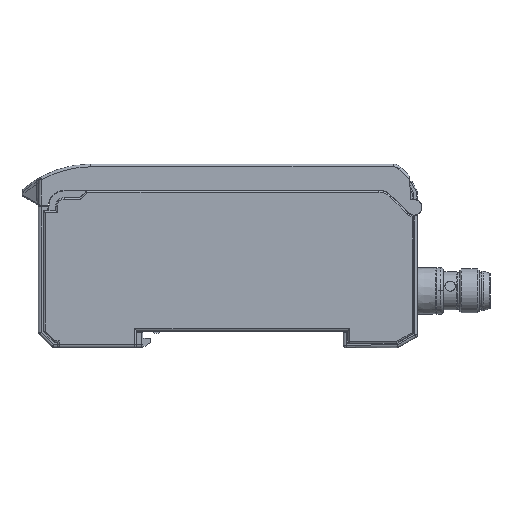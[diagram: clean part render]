
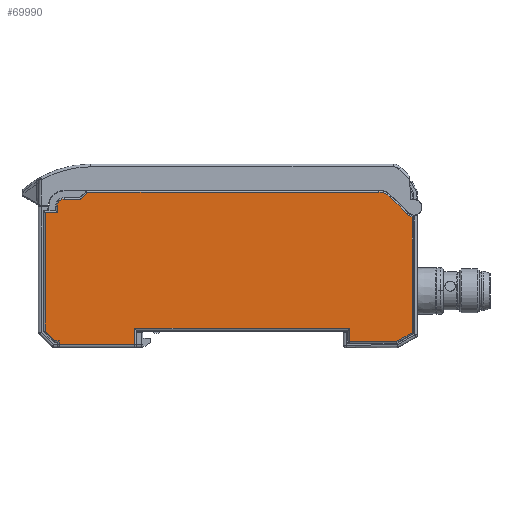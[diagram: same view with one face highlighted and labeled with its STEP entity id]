
A CAD part, front view. The second image highlights one B-rep face of the part: STEP entity #69990.
In plain terms, the highlighted planar face has unit normal (0, 1, 0).
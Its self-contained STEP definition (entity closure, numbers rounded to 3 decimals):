
#10557=LINE('',#99767,#19429);
#10558=LINE('',#99769,#19430);
#10559=LINE('',#99771,#19431);
#10560=LINE('',#99773,#19432);
#10561=LINE('',#99775,#19433);
#10562=LINE('',#99777,#19434);
#10563=LINE('',#99781,#19435);
#10564=LINE('',#99783,#19436);
#10565=LINE('',#99785,#19437);
#10566=LINE('',#99787,#19438);
#10567=LINE('',#99791,#19439);
#10568=LINE('',#99795,#19440);
#10569=LINE('',#99797,#19441);
#10570=LINE('',#99799,#19442);
#10571=LINE('',#99801,#19443);
#10572=LINE('',#99803,#19444);
#10573=LINE('',#99805,#19445);
#10574=LINE('',#99806,#19446);
#19429=VECTOR('',#79349,0.7);
#19430=VECTOR('',#79350,0.746);
#19431=VECTOR('',#79351,2.541);
#19432=VECTOR('',#79352,21.603);
#19433=VECTOR('',#79353,2.2);
#19434=VECTOR('',#79354,1.1);
#19435=VECTOR('',#79357,2.983);
#19436=VECTOR('',#79358,1.58);
#19437=VECTOR('',#79359,0.183);
#19438=VECTOR('',#79360,53.157);
#19439=VECTOR('',#79363,4.556);
#19440=VECTOR('',#79366,21.068);
#19441=VECTOR('',#79367,3.256);
#19442=VECTOR('',#79368,8.608);
#19443=VECTOR('',#79369,2.4);
#19444=VECTOR('',#79370,39.043);
#19445=VECTOR('',#79371,3.);
#19446=VECTOR('',#79372,13.814);
#27768=FACE_OUTER_BOUND('',#29982,.T.);
#29982=EDGE_LOOP('',(#57408,#57409,#57410,#57411,#57412,#57413,#57414,#57415,
#57416,#57417,#57418,#57419,#57420,#57421,#57422,#57423,#57424,#57425,#57426,
#57427,#57428));
#32238=CIRCLE('',#72705,1.3);
#32239=CIRCLE('',#72706,2.8);
#32240=CIRCLE('',#72707,1.755);
#35613=VERTEX_POINT('',#99765);
#35614=VERTEX_POINT('',#99766);
#35615=VERTEX_POINT('',#99768);
#35616=VERTEX_POINT('',#99770);
#35617=VERTEX_POINT('',#99772);
#35618=VERTEX_POINT('',#99774);
#35619=VERTEX_POINT('',#99776);
#35620=VERTEX_POINT('',#99778);
#35621=VERTEX_POINT('',#99780);
#35622=VERTEX_POINT('',#99782);
#35623=VERTEX_POINT('',#99784);
#35624=VERTEX_POINT('',#99786);
#35625=VERTEX_POINT('',#99788);
#35626=VERTEX_POINT('',#99790);
#35627=VERTEX_POINT('',#99792);
#35628=VERTEX_POINT('',#99794);
#35629=VERTEX_POINT('',#99796);
#35630=VERTEX_POINT('',#99798);
#35631=VERTEX_POINT('',#99800);
#35632=VERTEX_POINT('',#99802);
#35633=VERTEX_POINT('',#99804);
#46402=EDGE_CURVE('',#35613,#35614,#10557,.T.);
#46403=EDGE_CURVE('',#35614,#35615,#10558,.T.);
#46404=EDGE_CURVE('',#35615,#35616,#10559,.T.);
#46405=EDGE_CURVE('',#35616,#35617,#10560,.T.);
#46406=EDGE_CURVE('',#35617,#35618,#10561,.T.);
#46407=EDGE_CURVE('',#35618,#35619,#10562,.T.);
#46408=EDGE_CURVE('',#35619,#35620,#32238,.T.);
#46409=EDGE_CURVE('',#35620,#35621,#10563,.T.);
#46410=EDGE_CURVE('',#35621,#35622,#10564,.T.);
#46411=EDGE_CURVE('',#35622,#35623,#10565,.T.);
#46412=EDGE_CURVE('',#35623,#35624,#10566,.T.);
#46413=EDGE_CURVE('',#35624,#35625,#32239,.T.);
#46414=EDGE_CURVE('',#35625,#35626,#10567,.T.);
#46415=EDGE_CURVE('',#35626,#35627,#32240,.T.);
#46416=EDGE_CURVE('',#35627,#35628,#10568,.T.);
#46417=EDGE_CURVE('',#35628,#35629,#10569,.T.);
#46418=EDGE_CURVE('',#35629,#35630,#10570,.T.);
#46419=EDGE_CURVE('',#35630,#35631,#10571,.T.);
#46420=EDGE_CURVE('',#35631,#35632,#10572,.T.);
#46421=EDGE_CURVE('',#35632,#35633,#10573,.T.);
#46422=EDGE_CURVE('',#35633,#35613,#10574,.T.);
#57408=ORIENTED_EDGE('',*,*,#46402,.T.);
#57409=ORIENTED_EDGE('',*,*,#46403,.T.);
#57410=ORIENTED_EDGE('',*,*,#46404,.T.);
#57411=ORIENTED_EDGE('',*,*,#46405,.T.);
#57412=ORIENTED_EDGE('',*,*,#46406,.T.);
#57413=ORIENTED_EDGE('',*,*,#46407,.T.);
#57414=ORIENTED_EDGE('',*,*,#46408,.T.);
#57415=ORIENTED_EDGE('',*,*,#46409,.T.);
#57416=ORIENTED_EDGE('',*,*,#46410,.T.);
#57417=ORIENTED_EDGE('',*,*,#46411,.T.);
#57418=ORIENTED_EDGE('',*,*,#46412,.T.);
#57419=ORIENTED_EDGE('',*,*,#46413,.T.);
#57420=ORIENTED_EDGE('',*,*,#46414,.T.);
#57421=ORIENTED_EDGE('',*,*,#46415,.T.);
#57422=ORIENTED_EDGE('',*,*,#46416,.T.);
#57423=ORIENTED_EDGE('',*,*,#46417,.T.);
#57424=ORIENTED_EDGE('',*,*,#46418,.T.);
#57425=ORIENTED_EDGE('',*,*,#46419,.T.);
#57426=ORIENTED_EDGE('',*,*,#46420,.T.);
#57427=ORIENTED_EDGE('',*,*,#46421,.T.);
#57428=ORIENTED_EDGE('',*,*,#46422,.T.);
#66008=PLANE('',#72704);
#69990=ADVANCED_FACE('',(#27768),#66008,.T.);
#72704=AXIS2_PLACEMENT_3D('',#99764,#79347,#79348);
#72705=AXIS2_PLACEMENT_3D('',#99779,#79355,#79356);
#72706=AXIS2_PLACEMENT_3D('',#99789,#79361,#79362);
#72707=AXIS2_PLACEMENT_3D('',#99793,#79364,#79365);
#79347=DIRECTION('center_axis',(0.,1.,0.));
#79348=DIRECTION('ref_axis',(0.,0.,1.));
#79349=DIRECTION('',(0.,0.,1.));
#79350=DIRECTION('',(-1.,0.,0.));
#79351=DIRECTION('',(-0.707,0.,0.707));
#79352=DIRECTION('',(0.,0.,1.));
#79353=DIRECTION('',(1.,0.,0.));
#79354=DIRECTION('',(0.,0.,1.));
#79355=DIRECTION('center_axis',(0.,1.,0.));
#79356=DIRECTION('ref_axis',(-1.,0.,0.));
#79357=DIRECTION('',(1.,0.,0.));
#79358=DIRECTION('',(0.707,0.,0.707));
#79359=DIRECTION('',(0.,0.,1.));
#79360=DIRECTION('',(1.,0.,0.));
#79361=DIRECTION('center_axis',(0.,1.,0.));
#79362=DIRECTION('ref_axis',(0.,0.,1.));
#79363=DIRECTION('',(0.707,0.,-0.707));
#79364=DIRECTION('center_axis',(0.,-1.,0.));
#79365=DIRECTION('ref_axis',(-0.707,0.,-0.707));
#79366=DIRECTION('',(0.,0.,-1.));
#79367=DIRECTION('',(-0.868,0.,-0.496));
#79368=DIRECTION('',(-1.,0.,0.));
#79369=DIRECTION('',(0.,0.,1.));
#79370=DIRECTION('',(-1.,0.,0.));
#79371=DIRECTION('',(0.,0.,-1.));
#79372=DIRECTION('',(-1.,0.,0.));
#99764=CARTESIAN_POINT('Origin',(0.118,0.,13.556));
#99765=CARTESIAN_POINT('',(-30.757,0.,-14.8));
#99766=CARTESIAN_POINT('',(-30.757,0.,-14.1));
#99767=CARTESIAN_POINT('',(-30.757,0.,-14.8));
#99768=CARTESIAN_POINT('',(-31.503,0.,-14.1));
#99769=CARTESIAN_POINT('',(-30.757,0.,-14.1));
#99770=CARTESIAN_POINT('',(-33.3,0.,-12.303));
#99771=CARTESIAN_POINT('',(-31.503,0.,-14.1));
#99772=CARTESIAN_POINT('',(-33.3,0.,9.3));
#99773=CARTESIAN_POINT('',(-33.3,0.,-12.303));
#99774=CARTESIAN_POINT('',(-31.1,0.,9.3));
#99775=CARTESIAN_POINT('',(-33.3,0.,9.3));
#99776=CARTESIAN_POINT('',(-31.1,0.,10.4));
#99777=CARTESIAN_POINT('',(-31.1,0.,9.3));
#99778=CARTESIAN_POINT('',(-29.8,0.,11.7));
#99779=CARTESIAN_POINT('Origin',(-29.8,0.,10.4));
#99780=CARTESIAN_POINT('',(-26.817,0.,11.7));
#99781=CARTESIAN_POINT('',(-29.8,0.,11.7));
#99782=CARTESIAN_POINT('',(-25.7,0.,12.817));
#99783=CARTESIAN_POINT('',(-26.817,0.,11.7));
#99784=CARTESIAN_POINT('',(-25.7,0.,13.));
#99785=CARTESIAN_POINT('',(-25.7,0.,12.817));
#99786=CARTESIAN_POINT('',(27.457,0.,13.));
#99787=CARTESIAN_POINT('',(-25.7,0.,13.));
#99788=CARTESIAN_POINT('',(29.437,0.,12.18));
#99789=CARTESIAN_POINT('Origin',(27.457,0.,10.2));
#99790=CARTESIAN_POINT('',(32.659,0.,8.959));
#99791=CARTESIAN_POINT('',(29.437,0.,12.18));
#99792=CARTESIAN_POINT('',(33.535,0.,8.483));
#99793=CARTESIAN_POINT('Origin',(33.9,0.,10.2));
#99794=CARTESIAN_POINT('',(33.535,0.,-12.584));
#99795=CARTESIAN_POINT('',(33.535,0.,8.483));
#99796=CARTESIAN_POINT('',(30.708,0.,-14.2));
#99797=CARTESIAN_POINT('',(33.535,0.,-12.584));
#99798=CARTESIAN_POINT('',(22.1,0.,-14.2));
#99799=CARTESIAN_POINT('',(30.708,0.,-14.2));
#99800=CARTESIAN_POINT('',(22.1,0.,-11.8));
#99801=CARTESIAN_POINT('',(22.1,0.,-14.2));
#99802=CARTESIAN_POINT('',(-16.943,0.,-11.8));
#99803=CARTESIAN_POINT('',(22.1,0.,-11.8));
#99804=CARTESIAN_POINT('',(-16.943,0.,-14.8));
#99805=CARTESIAN_POINT('',(-16.943,0.,-11.8));
#99806=CARTESIAN_POINT('',(-16.943,0.,-14.8));
